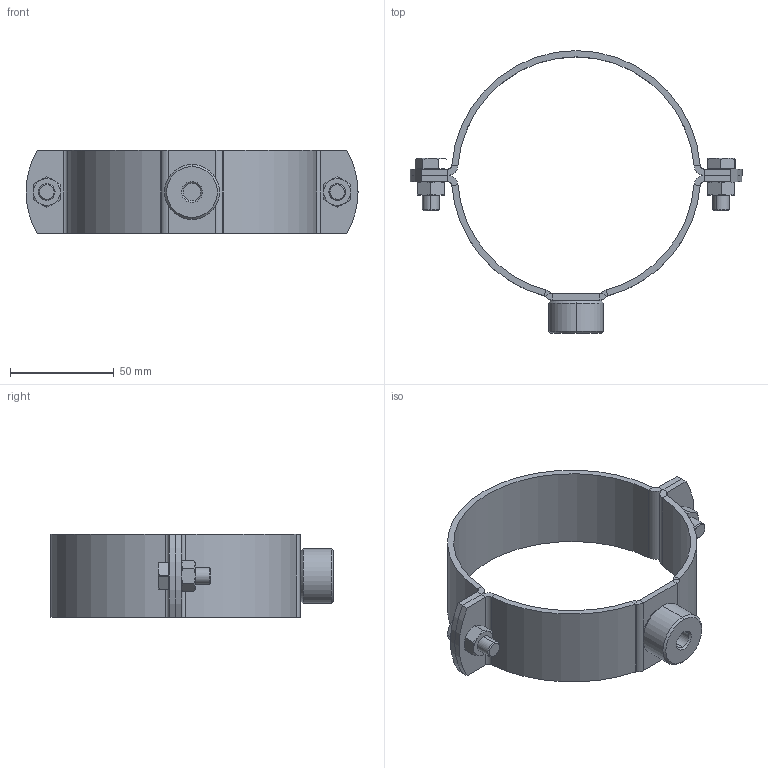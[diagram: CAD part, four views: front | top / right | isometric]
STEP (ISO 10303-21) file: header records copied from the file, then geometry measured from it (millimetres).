
FILE_DESCRIPTION (( 'STEP AP203' ), '1' );
FILE_NAME ('51.819K.STEP', '2024-03-25T13:30:40', ( '' ), ( '' ), 'SwSTEP 2.0', 'SolidWorks 2023', '' );
FILE_SCHEMA (( 'CONFIG_CONTROL_DESIGN' ));
Length unit declared in the file: millimetre
Products named in the file (1): 51.819K
Bounding box: 160 x 136.2 x 40 mm (x, y, z)
Surface area: 39703.4 mm2 (no closed solid volume)
Topology: 0 solids, 11 shells, 140 faces, 347 edges, 214 vertices
Faces by surface type: plane 64, cylinder 38, cone 38
Entity records: 4351 total; most frequent: CARTESIAN_POINT 1052, DIRECTION 711, ORIENTED_EDGE 585, EDGE_CURVE 347, AXIS2_PLACEMENT_3D 281, VERTEX_POINT 214, LINE 149, VECTOR 149
